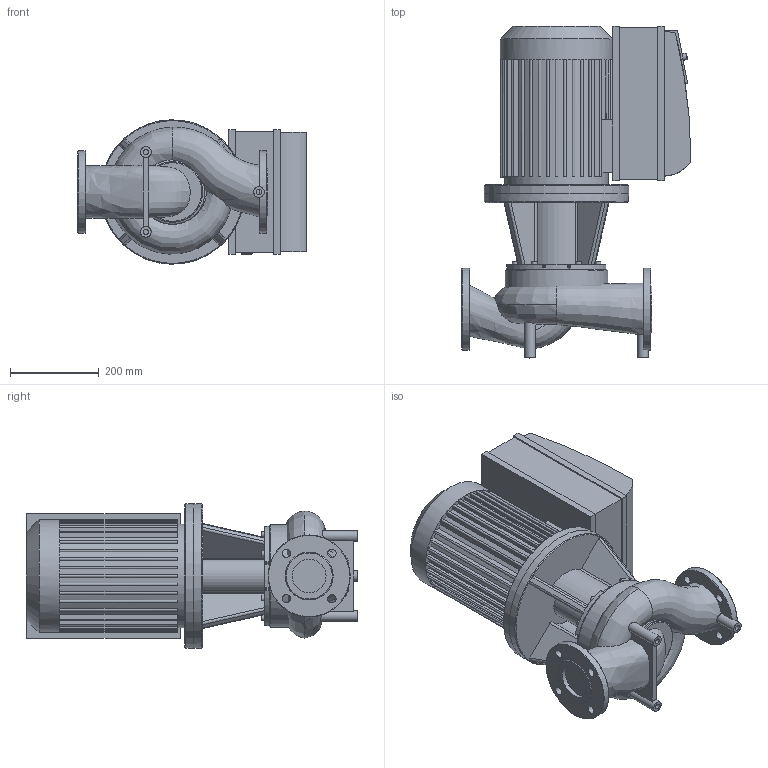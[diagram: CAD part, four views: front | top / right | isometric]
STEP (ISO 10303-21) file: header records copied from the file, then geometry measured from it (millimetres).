
FILE_DESCRIPTION(/* description */ (''),/* implementation_level */ '2;1');
FILE_NAME(/* name */ '3d_IL-E65_160-7_5_2R1-2159368.stp',/* time_stamp */ '2016-12-22T07:47:17+01:00',/* author */ ('Andrzej'),/* organization */ (''),/* preprocessor_version */ 'ST-DEVELOPER v15.5',/* originating_system */ 'AutoCAD Mechanical',/* authorisation */ '');
FILE_SCHEMA (('AUTOMOTIVE_DESIGN { 1 0 10303 214 3 1 1 }'));
Length unit declared in the file: millimetre
Products named in the file (1): Product
Bounding box: 518 x 748.03 x 325 mm (x, y, z)
Volume: 48376095.2 mm3; surface area: 1961479.4 mm2
Topology: 12 solids, 12 shells, 655 faces, 1651 edges, 1058 vertices
Faces by surface type: plane 456, cylinder 129, bspline 44, torus 19, cone 7
Full cylindrical faces by diameter (mm): 10 x2, 12 x3, 13 x8, 14 x4, 15 x1, 18 x1, 19 x8, 20 x1, 22 x1, 24 x3, 25 x1, 76.1 x2, 80 x1, 185 x2, 232 x1, 234 x1, 254 x1, 325 x2
Entity records: 26520 total; most frequent: CARTESIAN_POINT 11024, DIRECTION 3159, ORIENTED_EDGE 3140, EDGE_CURVE 1570, AXIS2_PLACEMENT_3D 1109, VERTEX_POINT 1043, LINE 941, VECTOR 941
